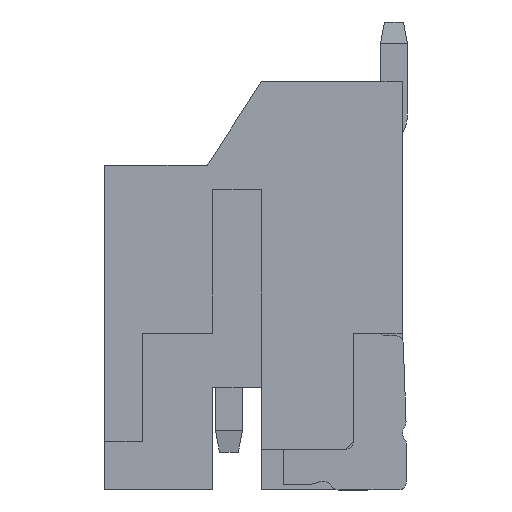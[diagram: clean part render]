
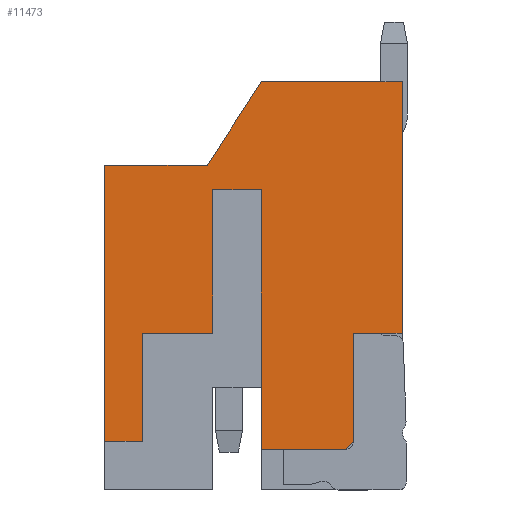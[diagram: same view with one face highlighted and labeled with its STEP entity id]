
A CAD part, left-side view. The second image highlights one B-rep face of the part: STEP entity #11473.
In plain terms, the highlighted planar face has unit normal (-1, 0, 0).
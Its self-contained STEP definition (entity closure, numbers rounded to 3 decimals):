
#1501=DIRECTION('',(0.,0.,-1.));
#1502=VECTOR('',#1501,5.1);
#1503=CARTESIAN_POINT('',(-19.95,0.,6.));
#1504=LINE('',#1503,#1502);
#1505=DIRECTION('',(0.,1.,0.));
#1506=VECTOR('',#1505,1.9);
#1507=CARTESIAN_POINT('',(-19.95,-1.9,6.));
#1508=LINE('',#1507,#1506);
#1509=DIRECTION('',(0.,0.542,-0.84));
#1510=VECTOR('',#1509,1.845);
#1511=CARTESIAN_POINT('',(-19.95,-2.9,7.55));
#1512=LINE('',#1511,#1510);
#1513=DIRECTION('',(0.,1.,0.));
#1514=VECTOR('',#1513,2.6);
#1515=CARTESIAN_POINT('',(-19.95,-5.5,7.55));
#1516=LINE('',#1515,#1514);
#1517=DIRECTION('',(0.,0.,1.));
#1518=VECTOR('',#1517,4.65);
#1519=CARTESIAN_POINT('',(-19.95,-5.5,2.9));
#1520=LINE('',#1519,#1518);
#1521=DIRECTION('',(0.,-0.707,0.707));
#1522=VECTOR('',#1521,0.212);
#1523=CARTESIAN_POINT('',(-19.95,-4.45,0.75));
#1524=LINE('',#1523,#1522);
#1525=DIRECTION('',(0.,-1.,0.));
#1526=VECTOR('',#1525,1.55);
#1527=CARTESIAN_POINT('',(-19.95,-2.9,0.75));
#1528=LINE('',#1527,#1526);
#1529=DIRECTION('',(0.,-1.,0.));
#1530=VECTOR('',#1529,1.3);
#1531=CARTESIAN_POINT('',(-19.95,-0.7,2.9));
#1532=LINE('',#1531,#1530);
#1537=DIRECTION('',(0.,0.,1.));
#1538=VECTOR('',#1537,2.65);
#1539=CARTESIAN_POINT('',(-19.95,-2.,2.9));
#1540=LINE('',#1539,#1538);
#1549=DIRECTION('',(0.,-1.,0.));
#1550=VECTOR('',#1549,0.9);
#1551=CARTESIAN_POINT('',(-19.95,-2.,5.55));
#1552=LINE('',#1551,#1550);
#1561=DIRECTION('',(0.,0.,-1.));
#1562=VECTOR('',#1561,4.8);
#1563=CARTESIAN_POINT('',(-19.95,-2.9,5.55));
#1564=LINE('',#1563,#1562);
#6723=DIRECTION('',(0.,-1.,0.));
#6724=VECTOR('',#6723,0.7);
#6725=CARTESIAN_POINT('',(-19.95,0.,0.9));
#6726=LINE('',#6725,#6724);
#6747=DIRECTION('',(0.,0.,1.));
#6748=VECTOR('',#6747,2.);
#6749=CARTESIAN_POINT('',(-19.95,-0.7,0.9));
#6750=LINE('',#6749,#6748);
#7043=DIRECTION('',(0.,-1.,0.));
#7044=VECTOR('',#7043,0.9);
#7045=CARTESIAN_POINT('',(-19.95,-4.6,2.9));
#7046=LINE('',#7045,#7044);
#7231=DIRECTION('',(0.,0.,1.));
#7232=VECTOR('',#7231,2.);
#7233=CARTESIAN_POINT('',(-19.95,-4.6,0.9));
#7234=LINE('',#7233,#7232);
#8459=CARTESIAN_POINT('',(-19.95,-1.9,6.));
#8460=VERTEX_POINT('',#8459);
#8461=CARTESIAN_POINT('',(-19.95,0.,6.));
#8462=VERTEX_POINT('',#8461);
#8837=CARTESIAN_POINT('',(-19.95,-5.5,2.9));
#8838=VERTEX_POINT('',#8837);
#8839=CARTESIAN_POINT('',(-19.95,-5.5,7.55));
#8840=VERTEX_POINT('',#8839);
#8877=CARTESIAN_POINT('',(-19.95,-2.9,0.75));
#8878=VERTEX_POINT('',#8877);
#8879=CARTESIAN_POINT('',(-19.95,-4.45,0.75));
#8880=VERTEX_POINT('',#8879);
#8947=CARTESIAN_POINT('',(-19.95,0.,0.9));
#8948=VERTEX_POINT('',#8947);
#8969=CARTESIAN_POINT('',(-19.95,-2.9,7.55));
#8970=VERTEX_POINT('',#8969);
#8971=CARTESIAN_POINT('',(-19.95,-0.7,2.9));
#8972=CARTESIAN_POINT('',(-19.95,-2.,2.9));
#8973=VERTEX_POINT('',#8971);
#8974=VERTEX_POINT('',#8972);
#8975=CARTESIAN_POINT('',(-19.95,-0.7,0.9));
#8976=VERTEX_POINT('',#8975);
#8977=CARTESIAN_POINT('',(-19.95,-4.6,2.9));
#8978=VERTEX_POINT('',#8977);
#8979=CARTESIAN_POINT('',(-19.95,-4.6,0.9));
#8980=VERTEX_POINT('',#8979);
#8981=CARTESIAN_POINT('',(-19.95,-2.9,5.55));
#8982=VERTEX_POINT('',#8981);
#8983=CARTESIAN_POINT('',(-19.95,-2.,5.55));
#8984=VERTEX_POINT('',#8983);
#11439=CARTESIAN_POINT('',(-19.95,-2.75,4.15));
#11440=DIRECTION('',(1.,0.,0.));
#11441=DIRECTION('',(0.,-1.,0.));
#11442=AXIS2_PLACEMENT_3D('',#11439,#11440,#11441);
#11443=PLANE('',#11442);
#11445=ORIENTED_EDGE('',*,*,#11444,.F.);
#11447=ORIENTED_EDGE('',*,*,#11446,.F.);
#11449=ORIENTED_EDGE('',*,*,#11448,.F.);
#11451=ORIENTED_EDGE('',*,*,#11450,.F.);
#11453=ORIENTED_EDGE('',*,*,#11452,.F.);
#11455=ORIENTED_EDGE('',*,*,#11454,.F.);
#11457=ORIENTED_EDGE('',*,*,#11456,.F.);
#11458=ORIENTED_EDGE('',*,*,#10891,.F.);
#11460=ORIENTED_EDGE('',*,*,#11459,.F.);
#11462=ORIENTED_EDGE('',*,*,#11461,.F.);
#11463=ORIENTED_EDGE('',*,*,#11427,.F.);
#11464=ORIENTED_EDGE('',*,*,#11000,.F.);
#11466=ORIENTED_EDGE('',*,*,#11465,.F.);
#11468=ORIENTED_EDGE('',*,*,#11467,.F.);
#11470=ORIENTED_EDGE('',*,*,#11469,.F.);
#11471=EDGE_LOOP('',(#11445,#11447,#11449,#11451,#11453,#11455,#11457,#11458,
#11460,#11462,#11463,#11464,#11466,#11468,#11470));
#11472=FACE_OUTER_BOUND('',#11471,.F.);
#10891=EDGE_CURVE('',#8838,#8840,#1520,.T.);
#11000=EDGE_CURVE('',#8878,#8880,#1528,.T.);
#11427=EDGE_CURVE('',#8880,#8980,#1524,.T.);
#11444=EDGE_CURVE('',#8973,#8974,#1532,.T.);
#11446=EDGE_CURVE('',#8976,#8973,#6750,.T.);
#11448=EDGE_CURVE('',#8948,#8976,#6726,.T.);
#11450=EDGE_CURVE('',#8462,#8948,#1504,.T.);
#11452=EDGE_CURVE('',#8460,#8462,#1508,.T.);
#11454=EDGE_CURVE('',#8970,#8460,#1512,.T.);
#11456=EDGE_CURVE('',#8840,#8970,#1516,.T.);
#11459=EDGE_CURVE('',#8978,#8838,#7046,.T.);
#11461=EDGE_CURVE('',#8980,#8978,#7234,.T.);
#11465=EDGE_CURVE('',#8982,#8878,#1564,.T.);
#11467=EDGE_CURVE('',#8984,#8982,#1552,.T.);
#11469=EDGE_CURVE('',#8974,#8984,#1540,.T.);
#11473=ADVANCED_FACE('',(#11472),#11443,.F.);
